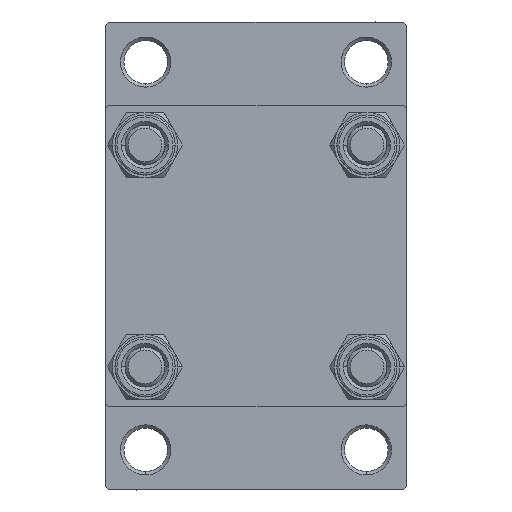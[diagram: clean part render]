
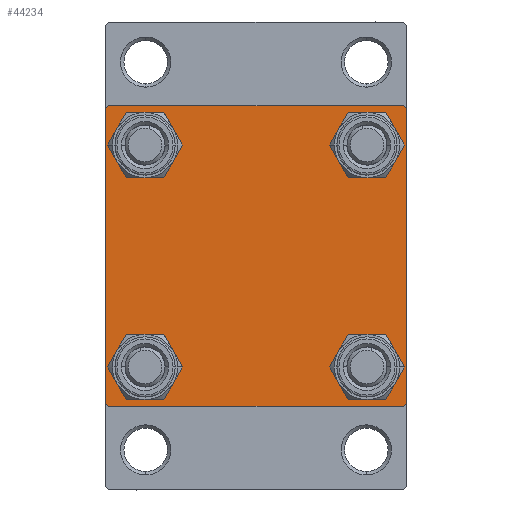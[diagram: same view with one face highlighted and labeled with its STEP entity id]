
A CAD part, left-side view. The second image highlights one B-rep face of the part: STEP entity #44234.
In plain terms, the highlighted planar face has unit normal (-1, 0, 0).
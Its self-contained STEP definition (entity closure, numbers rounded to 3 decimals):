
#278 = DIRECTION ( 'NONE',  ( 1., 0., 0. ) ) ;
#471 = ORIENTED_EDGE ( 'NONE', *, *, #28762, .T. ) ;
#1437 = ORIENTED_EDGE ( 'NONE', *, *, #25920, .T. ) ;
#1551 = CARTESIAN_POINT ( 'NONE',  ( 0., 16.6, -16.6 ) ) ;
#1598 = FACE_BOUND ( 'NONE', #12264, .T. ) ;
#1740 = VECTOR ( 'NONE', #39921, 1000. ) ;
#2071 = FACE_OUTER_BOUND ( 'NONE', #5052, .T. ) ;
#2293 = VECTOR ( 'NONE', #10683, 1000. ) ;
#3358 = ORIENTED_EDGE ( 'NONE', *, *, #29205, .F. ) ;
#3699 = CARTESIAN_POINT ( 'NONE',  ( 0., 16.6, -20.1 ) ) ;
#4250 = EDGE_CURVE ( 'NONE', #22527, #4453, #40289, .T. ) ;
#4453 = VERTEX_POINT ( 'NONE', #45770 ) ;
#4499 = AXIS2_PLACEMENT_3D ( 'NONE', #20656, #28799, #43486 ) ;
#5052 = EDGE_LOOP ( 'NONE', ( #27898, #38764, #21965, #6777, #45924, #16589, #3358, #8944 ) ) ;
#5372 = DIRECTION ( 'NONE',  ( 0., 0., -1. ) ) ;
#5444 = CARTESIAN_POINT ( 'NONE',  ( 0., 0., 0. ) ) ;
#5763 = CARTESIAN_POINT ( 'NONE',  ( 0., -16.6, -13.1 ) ) ;
#5864 = AXIS2_PLACEMENT_3D ( 'NONE', #32056, #10400, #43850 ) ;
#6080 = EDGE_CURVE ( 'NONE', #43054, #33840, #43393, .T. ) ;
#6151 = DIRECTION ( 'NONE',  ( -1., 0., 0. ) ) ;
#6274 = AXIS2_PLACEMENT_3D ( 'NONE', #5444, #6151, #27571 ) ;
#6483 = DIRECTION ( 'NONE',  ( 1., 0., 0. ) ) ;
#6777 = ORIENTED_EDGE ( 'NONE', *, *, #25135, .T. ) ;
#7244 = DIRECTION ( 'NONE',  ( 1., 0., 0. ) ) ;
#8596 = EDGE_CURVE ( 'NONE', #41628, #9954, #25725, .T. ) ;
#8636 = CIRCLE ( 'NONE', #10975, 3.5 ) ;
#8743 = CARTESIAN_POINT ( 'NONE',  ( 0., -22.25, -22.25 ) ) ;
#8767 = DIRECTION ( 'NONE',  ( 1., 0., 0. ) ) ;
#8944 = ORIENTED_EDGE ( 'NONE', *, *, #12081, .T. ) ;
#9672 = CARTESIAN_POINT ( 'NONE',  ( 0., 22.25, -22.25 ) ) ;
#9676 = CARTESIAN_POINT ( 'NONE',  ( 0., 22.5, 22.5 ) ) ;
#9695 = CIRCLE ( 'NONE', #5864, 3.5 ) ;
#9933 = VECTOR ( 'NONE', #42659, 1000. ) ;
#9954 = VERTEX_POINT ( 'NONE', #12351 ) ;
#10074 = AXIS2_PLACEMENT_3D ( 'NONE', #41255, #19568, #22703 ) ;
#10082 = AXIS2_PLACEMENT_3D ( 'NONE', #1551, #8767, #41969 ) ;
#10400 = DIRECTION ( 'NONE',  ( 1., 0., 0. ) ) ;
#10683 = DIRECTION ( 'NONE',  ( 0., 0.707, 0.707 ) ) ;
#10935 = EDGE_CURVE ( 'NONE', #32856, #24219, #9695, .T. ) ;
#10975 = AXIS2_PLACEMENT_3D ( 'NONE', #21904, #7244, #11317 ) ;
#11082 = CARTESIAN_POINT ( 'NONE',  ( 0., 16.6, 16.6 ) ) ;
#11317 = DIRECTION ( 'NONE',  ( 0., 0., 1. ) ) ;
#11629 = AXIS2_PLACEMENT_3D ( 'NONE', #11082, #278, #25523 ) ;
#11749 = ORIENTED_EDGE ( 'NONE', *, *, #39578, .T. ) ;
#12081 = EDGE_CURVE ( 'NONE', #16342, #42622, #26459, .T. ) ;
#12264 = EDGE_LOOP ( 'NONE', ( #471, #1437 ) ) ;
#12287 = CARTESIAN_POINT ( 'NONE',  ( 0., -22.5, 22.5 ) ) ;
#12351 = CARTESIAN_POINT ( 'NONE',  ( 0., -22., -22.5 ) ) ;
#12812 = LINE ( 'NONE', #8743, #33106 ) ;
#14331 = EDGE_CURVE ( 'NONE', #33840, #43054, #29802, .T. ) ;
#14623 = CARTESIAN_POINT ( 'NONE',  ( 0., 22.5, 22.5 ) ) ;
#14841 = CARTESIAN_POINT ( 'NONE',  ( 0., -22.5, 22. ) ) ;
#15476 = EDGE_CURVE ( 'NONE', #19069, #33165, #25226, .T. ) ;
#15673 = DIRECTION ( 'NONE',  ( 1., 0., 0. ) ) ;
#15926 = CARTESIAN_POINT ( 'NONE',  ( 0., 22., 22.5 ) ) ;
#16030 = VERTEX_POINT ( 'NONE', #46250 ) ;
#16342 = VERTEX_POINT ( 'NONE', #15926 ) ;
#16589 = ORIENTED_EDGE ( 'NONE', *, *, #4250, .T. ) ;
#16655 = VECTOR ( 'NONE', #18989, 1000. ) ;
#16992 = CIRCLE ( 'NONE', #10074, 3.5 ) ;
#17320 = VECTOR ( 'NONE', #36095, 1000. ) ;
#17423 = CARTESIAN_POINT ( 'NONE',  ( 0., 22., -22.5 ) ) ;
#17523 = ORIENTED_EDGE ( 'NONE', *, *, #6080, .T. ) ;
#17596 = CARTESIAN_POINT ( 'NONE',  ( 0., -16.6, 20.1 ) ) ;
#18234 = LINE ( 'NONE', #14623, #1740 ) ;
#18989 = DIRECTION ( 'NONE',  ( 0., 0.707, -0.707 ) ) ;
#19069 = VERTEX_POINT ( 'NONE', #3699 ) ;
#19318 = EDGE_LOOP ( 'NONE', ( #11749, #23902 ) ) ;
#19568 = DIRECTION ( 'NONE',  ( 1., 0., 0. ) ) ;
#19786 = VERTEX_POINT ( 'NONE', #25231 ) ;
#20188 = VERTEX_POINT ( 'NONE', #17596 ) ;
#20656 = CARTESIAN_POINT ( 'NONE',  ( 0., 16.6, -16.6 ) ) ;
#20825 = CARTESIAN_POINT ( 'NONE',  ( 0., 16.6, -13.1 ) ) ;
#21648 = CARTESIAN_POINT ( 'NONE',  ( 0., -22.5, -22. ) ) ;
#21904 = CARTESIAN_POINT ( 'NONE',  ( 0., -16.6, 16.6 ) ) ;
#21965 = ORIENTED_EDGE ( 'NONE', *, *, #8596, .T. ) ;
#22033 = EDGE_CURVE ( 'NONE', #19786, #41628, #30701, .T. ) ;
#22527 = VERTEX_POINT ( 'NONE', #14841 ) ;
#22702 = CARTESIAN_POINT ( 'NONE',  ( 0., 22.5, 22. ) ) ;
#22703 = DIRECTION ( 'NONE',  ( 0., 0., 1. ) ) ;
#23060 = CARTESIAN_POINT ( 'NONE',  ( 0., 22.25, 22.25 ) ) ;
#23403 = DIRECTION ( 'NONE',  ( 0., -0.707, 0.707 ) ) ;
#23516 = CARTESIAN_POINT ( 'NONE',  ( 0., 16.6, 13.1 ) ) ;
#23902 = ORIENTED_EDGE ( 'NONE', *, *, #15476, .T. ) ;
#24219 = VERTEX_POINT ( 'NONE', #23516 ) ;
#25135 = EDGE_CURVE ( 'NONE', #9954, #32037, #12812, .T. ) ;
#25224 = DIRECTION ( 'NONE',  ( 0., 0., 1. ) ) ;
#25226 = CIRCLE ( 'NONE', #4499, 3.5 ) ;
#25231 = CARTESIAN_POINT ( 'NONE',  ( 0., 22.5, -22. ) ) ;
#25523 = DIRECTION ( 'NONE',  ( 0., 0., 1. ) ) ;
#25725 = LINE ( 'NONE', #33447, #17320 ) ;
#25920 = EDGE_CURVE ( 'NONE', #16030, #20188, #16992, .T. ) ;
#26319 = EDGE_LOOP ( 'NONE', ( #31561, #17523 ) ) ;
#26459 = LINE ( 'NONE', #23060, #16655 ) ;
#27571 = DIRECTION ( 'NONE',  ( 0., 0., 1. ) ) ;
#27898 = ORIENTED_EDGE ( 'NONE', *, *, #31416, .T. ) ;
#28762 = EDGE_CURVE ( 'NONE', #20188, #16030, #8636, .T. ) ;
#28799 = DIRECTION ( 'NONE',  ( 1., 0., 0. ) ) ;
#28848 = CARTESIAN_POINT ( 'NONE',  ( 0., -16.6, -16.6 ) ) ;
#28934 = CARTESIAN_POINT ( 'NONE',  ( 0., -16.6, -16.6 ) ) ;
#29205 = EDGE_CURVE ( 'NONE', #16342, #4453, #18234, .T. ) ;
#29571 = AXIS2_PLACEMENT_3D ( 'NONE', #28934, #15673, #44577 ) ;
#29802 = CIRCLE ( 'NONE', #40565, 3.5 ) ;
#30345 = EDGE_LOOP ( 'NONE', ( #39925, #31429 ) ) ;
#30701 = LINE ( 'NONE', #9672, #9933 ) ;
#30963 = CARTESIAN_POINT ( 'NONE',  ( 0., -16.6, -20.1 ) ) ;
#31416 = EDGE_CURVE ( 'NONE', #42622, #19786, #41941, .T. ) ;
#31424 = FACE_BOUND ( 'NONE', #26319, .T. ) ;
#31429 = ORIENTED_EDGE ( 'NONE', *, *, #39959, .T. ) ;
#31561 = ORIENTED_EDGE ( 'NONE', *, *, #14331, .T. ) ;
#32037 = VERTEX_POINT ( 'NONE', #21648 ) ;
#32056 = CARTESIAN_POINT ( 'NONE',  ( 0., 16.6, 16.6 ) ) ;
#32856 = VERTEX_POINT ( 'NONE', #46408 ) ;
#33106 = VECTOR ( 'NONE', #23403, 1000. ) ;
#33165 = VERTEX_POINT ( 'NONE', #20825 ) ;
#33447 = CARTESIAN_POINT ( 'NONE',  ( 0., 22.5, -22.5 ) ) ;
#33840 = VERTEX_POINT ( 'NONE', #5763 ) ;
#35036 = FACE_BOUND ( 'NONE', #19318, .T. ) ;
#36095 = DIRECTION ( 'NONE',  ( 0., -1., 0. ) ) ;
#36359 = EDGE_CURVE ( 'NONE', #22527, #32037, #41421, .T. ) ;
#37686 = VECTOR ( 'NONE', #45498, 1000. ) ;
#38764 = ORIENTED_EDGE ( 'NONE', *, *, #22033, .T. ) ;
#39285 = CIRCLE ( 'NONE', #10082, 3.5 ) ;
#39578 = EDGE_CURVE ( 'NONE', #33165, #19069, #39285, .T. ) ;
#39921 = DIRECTION ( 'NONE',  ( 0., -1., 0. ) ) ;
#39925 = ORIENTED_EDGE ( 'NONE', *, *, #10935, .T. ) ;
#39959 = EDGE_CURVE ( 'NONE', #24219, #32856, #43937, .T. ) ;
#40105 = VECTOR ( 'NONE', #5372, 1000. ) ;
#40289 = LINE ( 'NONE', #46777, #2293 ) ;
#40565 = AXIS2_PLACEMENT_3D ( 'NONE', #28848, #6483, #25224 ) ;
#41255 = CARTESIAN_POINT ( 'NONE',  ( 0., -16.6, 16.6 ) ) ;
#41421 = LINE ( 'NONE', #12287, #37686 ) ;
#41628 = VERTEX_POINT ( 'NONE', #17423 ) ;
#41941 = LINE ( 'NONE', #9676, #40105 ) ;
#41969 = DIRECTION ( 'NONE',  ( 0., 0., 1. ) ) ;
#42495 = PLANE ( 'NONE',  #6274 ) ;
#42622 = VERTEX_POINT ( 'NONE', #22702 ) ;
#42659 = DIRECTION ( 'NONE',  ( 0., -0.707, -0.707 ) ) ;
#43054 = VERTEX_POINT ( 'NONE', #30963 ) ;
#43393 = CIRCLE ( 'NONE', #29571, 3.5 ) ;
#43486 = DIRECTION ( 'NONE',  ( 0., 0., 1. ) ) ;
#43850 = DIRECTION ( 'NONE',  ( 0., 0., 1. ) ) ;
#43937 = CIRCLE ( 'NONE', #11629, 3.5 ) ;
#44234 = ADVANCED_FACE ( 'NONE', ( #1598, #31424, #35036, #45624, #2071 ), #42495, .T. ) ;
#44577 = DIRECTION ( 'NONE',  ( 0., 0., 1. ) ) ;
#45498 = DIRECTION ( 'NONE',  ( 0., 0., -1. ) ) ;
#45624 = FACE_BOUND ( 'NONE', #30345, .T. ) ;
#45770 = CARTESIAN_POINT ( 'NONE',  ( 0., -22., 22.5 ) ) ;
#45924 = ORIENTED_EDGE ( 'NONE', *, *, #36359, .F. ) ;
#46250 = CARTESIAN_POINT ( 'NONE',  ( 0., -16.6, 13.1 ) ) ;
#46408 = CARTESIAN_POINT ( 'NONE',  ( 0., 16.6, 20.1 ) ) ;
#46777 = CARTESIAN_POINT ( 'NONE',  ( 0., -22.25, 22.25 ) ) ;
